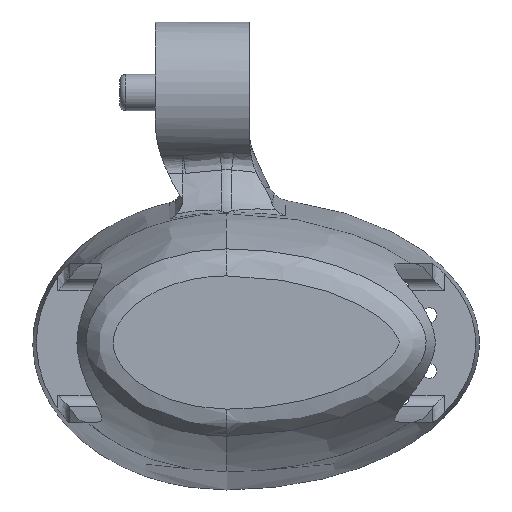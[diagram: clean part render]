
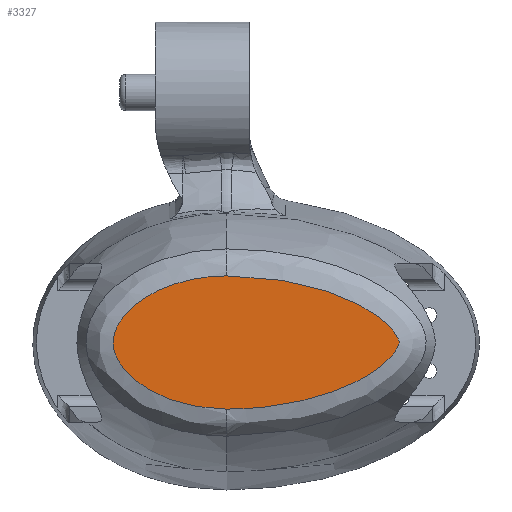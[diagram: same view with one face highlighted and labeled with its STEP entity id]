
A CAD part, top view. The second image highlights one B-rep face of the part: STEP entity #3327.
In plain terms, the highlighted planar face has unit normal (0, 0, 1).
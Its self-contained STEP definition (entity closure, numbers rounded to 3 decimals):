
#182=B_SPLINE_CURVE_WITH_KNOTS('',3,(#7073,#7074,#7075,#7076,#7077,#7078,
#7079,#7080,#7081,#7082,#7083,#7084,#7085,#7086,#7087,#7088,#7089,#7090,
#7091,#7092,#7093,#7094,#7095,#7096,#7097,#7098,#7099,#7100,#7101,#7102,
#7103,#7104,#7105,#7106,#7107,#7108,#7109,#7110,#7111,#7112,#7113,#7114,
#7115,#7116,#7117,#7118,#7119,#7120,#7121,#7122,#7123,#7124,#7125,#7126,
#7127,#7128,#7129,#7130),.UNSPECIFIED.,.F.,.F.,(4,1,1,1,1,1,1,1,1,1,1,1,
1,1,1,1,1,1,1,1,1,1,1,1,1,1,1,1,1,1,1,1,1,1,1,1,1,1,1,1,1,1,1,1,1,1,1,1,
1,1,1,1,1,1,1,4),(-6.579,-6.109,-5.639,
-5.169,-4.699,-4.229,-3.994,
-3.877,-3.76,-3.72,-3.681,
-3.642,-3.603,-3.564,-3.525,
-3.505,-3.485,-3.466,-3.446,
-3.368,-3.365,-3.363,-3.358,
-3.348,-3.329,-3.309,-3.299,
-3.29,-3.28,-3.27,-3.25,
-3.231,-3.221,-3.216,-3.211,-3.172,
-3.133,-3.113,-3.094,-3.074,
-3.055,-2.976,-2.957,-2.937,
-2.898,-2.859,-2.839,-2.829,
-2.82,-2.506,-2.193,-1.88,
-1.41,-0.94,-0.47,0.),
 .UNSPECIFIED.);
#184=B_SPLINE_CURVE_WITH_KNOTS('',3,(#7281,#7282,#7283,#7284,#7285,#7286,
#7287,#7288,#7289,#7290,#7291,#7292,#7293,#7294,#7295,#7296,#7297,#7298),
 .UNSPECIFIED.,.F.,.F.,(4,1,1,1,1,1,1,1,1,1,1,1,1,1,1,4),(-4.862,
-4.168,-3.82,-3.473,-3.126,
-2.778,-2.547,-2.431,-2.315,
-2.2,-2.084,-1.852,-1.621,
-1.389,-0.695,0.),.UNSPECIFIED.);
#491=FACE_OUTER_BOUND('',#682,.T.);
#682=EDGE_LOOP('',(#2836,#2837));
#1557=VERTEX_POINT('',#7070);
#1558=VERTEX_POINT('',#7072);
#2010=EDGE_CURVE('',#1557,#1558,#182,.T.);
#2013=EDGE_CURVE('',#1558,#1557,#184,.T.);
#2836=ORIENTED_EDGE('',*,*,#2010,.F.);
#2837=ORIENTED_EDGE('',*,*,#2013,.F.);
#3182=PLANE('',#3575);
#3327=ADVANCED_FACE('',(#491),#3182,.F.);
#3575=AXIS2_PLACEMENT_3D('',#7437,#4231,#4232);
#4231=DIRECTION('center_axis',(0.,0.,
-1.));
#4232=DIRECTION('ref_axis',(1.,0.,0.));
#7070=CARTESIAN_POINT('',(0.,21.838,67.));
#7072=CARTESIAN_POINT('',(0.,-0.838,67.));
#7073=CARTESIAN_POINT('Ctrl Pts',(0.,21.838,
67.));
#7074=CARTESIAN_POINT('Ctrl Pts',(1.566,21.838,67.));
#7075=CARTESIAN_POINT('Ctrl Pts',(4.698,21.716,67.));
#7076=CARTESIAN_POINT('Ctrl Pts',(9.369,21.161,67.));
#7077=CARTESIAN_POINT('Ctrl Pts',(13.977,20.213,67.));
#7078=CARTESIAN_POINT('Ctrl Pts',(18.474,18.827,67.));
#7079=CARTESIAN_POINT('Ctrl Pts',(22.065,17.246,67.));
#7080=CARTESIAN_POINT('Ctrl Pts',(24.428,15.853,67.));
#7081=CARTESIAN_POINT('Ctrl Pts',(25.715,14.955,67.));
#7082=CARTESIAN_POINT('Ctrl Pts',(26.433,14.389,67.));
#7083=CARTESIAN_POINT('Ctrl Pts',(26.925,13.961,67.));
#7084=CARTESIAN_POINT('Ctrl Pts',(27.214,13.697,67.));
#7085=CARTESIAN_POINT('Ctrl Pts',(27.495,13.426,67.));
#7086=CARTESIAN_POINT('Ctrl Pts',(27.768,13.146,67.));
#7087=CARTESIAN_POINT('Ctrl Pts',(28.031,12.857,67.));
#7088=CARTESIAN_POINT('Ctrl Pts',(28.242,12.608,67.));
#7089=CARTESIAN_POINT('Ctrl Pts',(28.405,12.403,67.));
#7090=CARTESIAN_POINT('Ctrl Pts',(28.523,12.247,67.));
#7091=CARTESIAN_POINT('Ctrl Pts',(28.638,12.088,67.));
#7092=CARTESIAN_POINT('Ctrl Pts',(28.858,11.763,67.));
#7093=CARTESIAN_POINT('Ctrl Pts',(29.026,11.474,67.));
#7094=CARTESIAN_POINT('Ctrl Pts',(29.14,11.223,67.));
#7095=CARTESIAN_POINT('Ctrl Pts',(29.154,11.193,67.));
#7096=CARTESIAN_POINT('Ctrl Pts',(29.176,11.141,67.));
#7097=CARTESIAN_POINT('Ctrl Pts',(29.219,11.035,67.));
#7098=CARTESIAN_POINT('Ctrl Pts',(29.274,10.881,67.));
#7099=CARTESIAN_POINT('Ctrl Pts',(29.315,10.723,67.));
#7100=CARTESIAN_POINT('Ctrl Pts',(29.334,10.594,67.));
#7101=CARTESIAN_POINT('Ctrl Pts',(29.34,10.496,67.));
#7102=CARTESIAN_POINT('Ctrl Pts',(29.334,10.398,67.));
#7103=CARTESIAN_POINT('Ctrl Pts',(29.313,10.269,67.));
#7104=CARTESIAN_POINT('Ctrl Pts',(29.272,10.112,67.));
#7105=CARTESIAN_POINT('Ctrl Pts',(29.217,9.958,67.));
#7106=CARTESIAN_POINT('Ctrl Pts',(29.174,9.853,67.));
#7107=CARTESIAN_POINT('Ctrl Pts',(29.147,9.793,67.));
#7108=CARTESIAN_POINT('Ctrl Pts',(29.08,9.644,67.));
#7109=CARTESIAN_POINT('Ctrl Pts',(28.951,9.398,67.));
#7110=CARTESIAN_POINT('Ctrl Pts',(28.779,9.12,67.));
#7111=CARTESIAN_POINT('Ctrl Pts',(28.632,8.904,67.));
#7112=CARTESIAN_POINT('Ctrl Pts',(28.517,8.746,67.));
#7113=CARTESIAN_POINT('Ctrl Pts',(28.399,8.59,67.));
#7114=CARTESIAN_POINT('Ctrl Pts',(28.156,8.284,67.));
#7115=CARTESIAN_POINT('Ctrl Pts',(27.897,7.991,67.));
#7116=CARTESIAN_POINT('Ctrl Pts',(27.626,7.709,67.));
#7117=CARTESIAN_POINT('Ctrl Pts',(27.443,7.524,67.));
#7118=CARTESIAN_POINT('Ctrl Pts',(27.208,7.297,67.));
#7119=CARTESIAN_POINT('Ctrl Pts',(26.967,7.077,67.));
#7120=CARTESIAN_POINT('Ctrl Pts',(26.795,6.926,67.));
#7121=CARTESIAN_POINT('Ctrl Pts',(26.696,6.841,67.));
#7122=CARTESIAN_POINT('Ctrl Pts',(25.85,6.12,67.));
#7123=CARTESIAN_POINT('Ctrl Pts',(24.104,4.898,67.));
#7124=CARTESIAN_POINT('Ctrl Pts',(21.346,3.427,67.));
#7125=CARTESIAN_POINT('Ctrl Pts',(17.97,2.017,67.));
#7126=CARTESIAN_POINT('Ctrl Pts',(13.967,0.785,67.));
#7127=CARTESIAN_POINT('Ctrl Pts',(9.364,-0.162,67.));
#7128=CARTESIAN_POINT('Ctrl Pts',(4.7,-0.716,67.));
#7129=CARTESIAN_POINT('Ctrl Pts',(1.566,-0.838,67.));
#7130=CARTESIAN_POINT('Ctrl Pts',(0.,-0.838,
67.));
#7281=CARTESIAN_POINT('Ctrl Pts',(0.,-0.838,
67.));
#7282=CARTESIAN_POINT('Ctrl Pts',(-2.315,-0.838,67.));
#7283=CARTESIAN_POINT('Ctrl Pts',(-5.791,-0.439,
67.));
#7284=CARTESIAN_POINT('Ctrl Pts',(-10.221,0.944,67.));
#7285=CARTESIAN_POINT('Ctrl Pts',(-13.365,2.444,67.));
#7286=CARTESIAN_POINT('Ctrl Pts',(-16.207,4.466,67.));
#7287=CARTESIAN_POINT('Ctrl Pts',(-18.269,6.804,67.));
#7288=CARTESIAN_POINT('Ctrl Pts',(-19.208,8.956,67.));
#7289=CARTESIAN_POINT('Ctrl Pts',(-19.381,10.501,67.));
#7290=CARTESIAN_POINT('Ctrl Pts',(-19.251,11.658,67.));
#7291=CARTESIAN_POINT('Ctrl Pts',(-18.894,12.765,67.));
#7292=CARTESIAN_POINT('Ctrl Pts',(-18.19,14.143,67.));
#7293=CARTESIAN_POINT('Ctrl Pts',(-16.995,15.671,67.));
#7294=CARTESIAN_POINT('Ctrl Pts',(-15.264,17.219,67.));
#7295=CARTESIAN_POINT('Ctrl Pts',(-12.048,19.367,67.));
#7296=CARTESIAN_POINT('Ctrl Pts',(-6.941,21.304,67.));
#7297=CARTESIAN_POINT('Ctrl Pts',(-2.315,21.838,67.));
#7298=CARTESIAN_POINT('Ctrl Pts',(0.,21.838,
67.));
#7437=CARTESIAN_POINT('Origin',(5.,10.5,67.));
